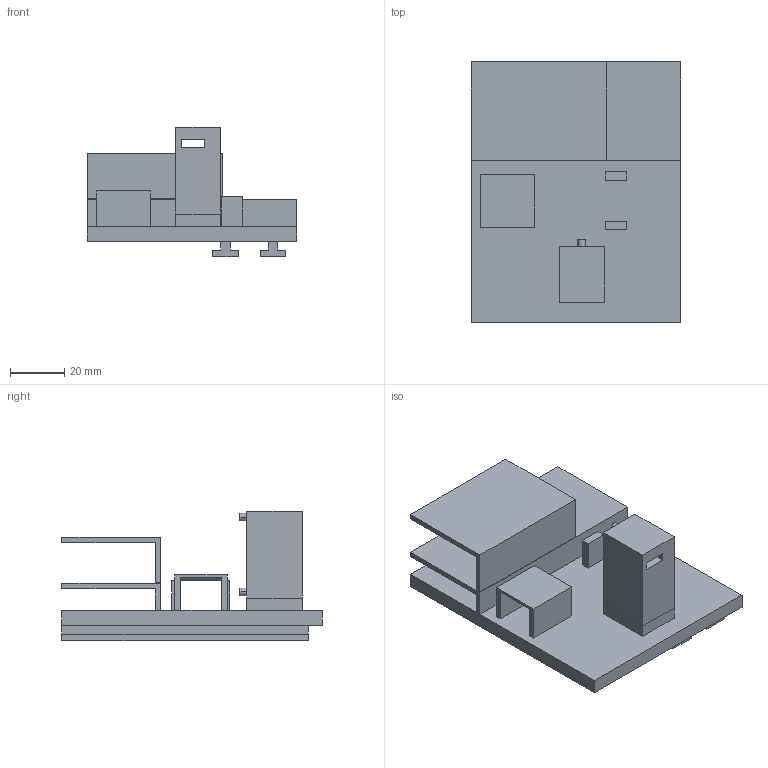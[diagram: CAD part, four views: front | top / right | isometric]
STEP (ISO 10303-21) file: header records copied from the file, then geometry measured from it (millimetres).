
FILE_DESCRIPTION (( 'STEP AP214' ), '1' );
FILE_NAME ('v3華攫.STEP', '2024-07-15T13:55:16', ( '' ), ( '' ), 'SwSTEP 2.0', 'SolidWorks 2022', '' );
FILE_SCHEMA (( 'AUTOMOTIVE_DESIGN' ));
Length unit declared in the file: millimetre
Products named in the file (1): v3華攫
Bounding box: 77.19 x 96.05 x 47.95 mm (x, y, z)
Volume: 68823 mm3; surface area: 41886.6 mm2
Topology: 8 solids, 8 shells, 87 faces, 207 edges, 138 vertices
Faces by surface type: plane 83, cylinder 4
Entity records: 3527 total; most frequent: CARTESIAN_POINT 433, ORIENTED_EDGE 414, DIRECTION 391, EDGE_CURVE 207, LINE 199, VECTOR 199, VERTEX_POINT 138, UNCERTAINTY_MEASURE_WITH_UNIT 97
